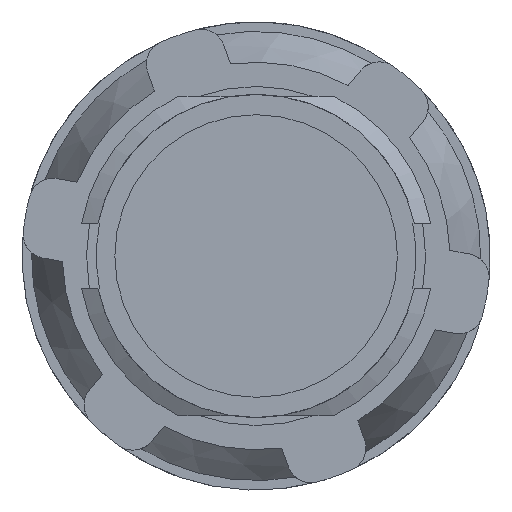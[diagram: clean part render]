
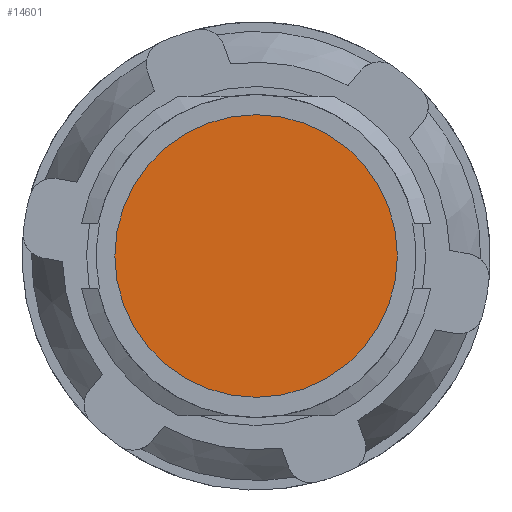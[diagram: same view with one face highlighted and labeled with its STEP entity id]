
A CAD part, front view. The second image highlights one B-rep face of the part: STEP entity #14601.
In plain terms, the highlighted planar face has unit normal (0, -1, 0).
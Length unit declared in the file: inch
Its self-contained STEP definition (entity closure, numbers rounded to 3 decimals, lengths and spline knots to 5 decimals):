
#1081=FACE_OUTER_BOUND('',#1953,.T.);
#1953=EDGE_LOOP('',(#9487));
#2845=CIRCLE('',#15490,8.75);
#5677=VERTEX_POINT('',#22379);
#7155=EDGE_CURVE('',#5677,#5677,#2845,.T.);
#9487=ORIENTED_EDGE('',*,*,#7155,.T.);
#14081=PLANE('',#15491);
#14601=ADVANCED_FACE('',(#1081),#14081,.F.);
#15490=AXIS2_PLACEMENT_3D('',#22380,#17402,#17403);
#15491=AXIS2_PLACEMENT_3D('',#22381,#17404,#17405);
#17402=DIRECTION('center_axis',(0.,-1.,0.));
#17403=DIRECTION('ref_axis',(-1.,0.,0.));
#17404=DIRECTION('center_axis',(0.,1.,0.));
#17405=DIRECTION('ref_axis',(0.,0.,1.));
#22379=CARTESIAN_POINT('',(8.75,13.,0.));
#22380=CARTESIAN_POINT('Origin',(0.,13.,0.));
#22381=CARTESIAN_POINT('Origin',(0.,13.,0.));
